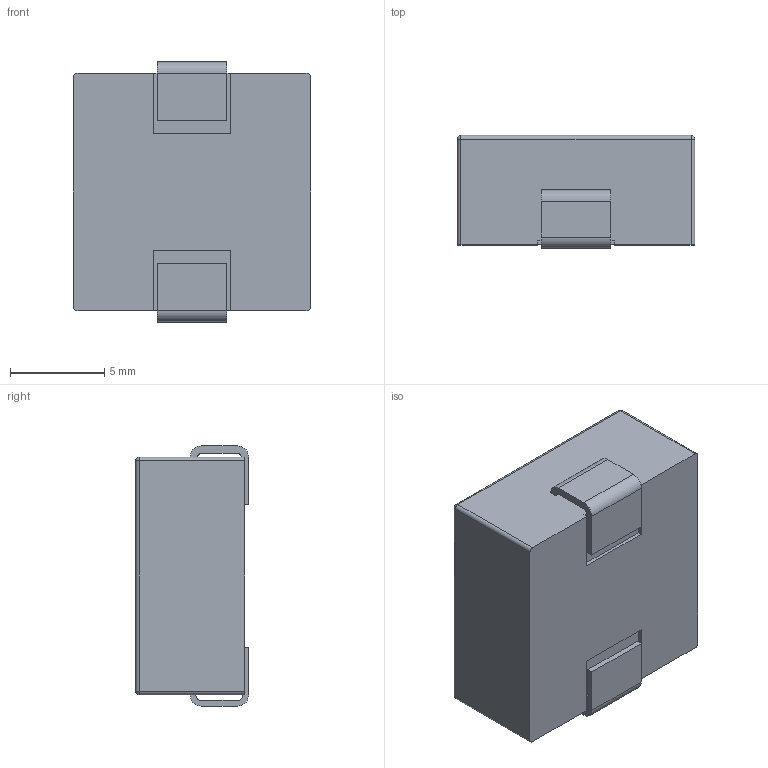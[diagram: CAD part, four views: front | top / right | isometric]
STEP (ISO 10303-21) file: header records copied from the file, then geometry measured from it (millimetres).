
FILE_DESCRIPTION (( 'STEP AP214' ), '1' );
FILE_NAME ('Inductor_SMD_AMPLF_1260.STEP', '2022-10-23T14:44:00', ( 'Rotor' ), ( '' ), 'SwSTEP 2.0', 'SolidWorks 2012', '' );
FILE_SCHEMA (( 'AUTOMOTIVE_DESIGN' ));
Length unit declared in the file: millimetre
Products named in the file (1): Inductor_SMD_AMPLF_1260
Bounding box: 12.6 x 6.01 x 13.8 mm (x, y, z)
Volume: 929.9 mm3; surface area: 681 mm2
Topology: 1 solids, 1 shells, 99 faces, 263 edges, 168 vertices
Faces by surface type: plane 43, bspline 36, cylinder 16, sphere 4
Entity records: 5476 total; most frequent: CARTESIAN_POINT 2443, ORIENTED_EDGE 518, DIRECTION 347, EDGE_CURVE 259, VERTEX_POINT 168, VECTOR 155, LINE 155, EDGE_LOOP 107
